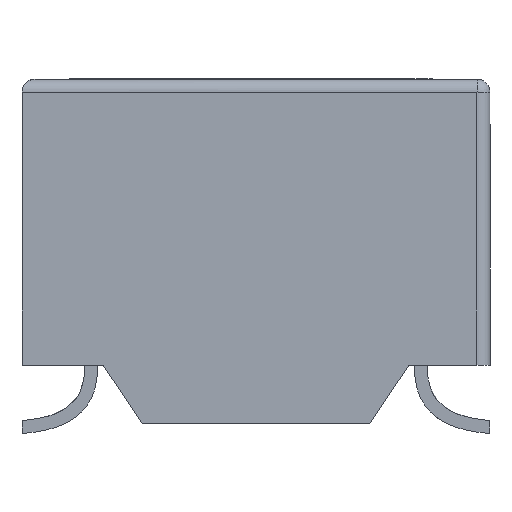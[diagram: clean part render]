
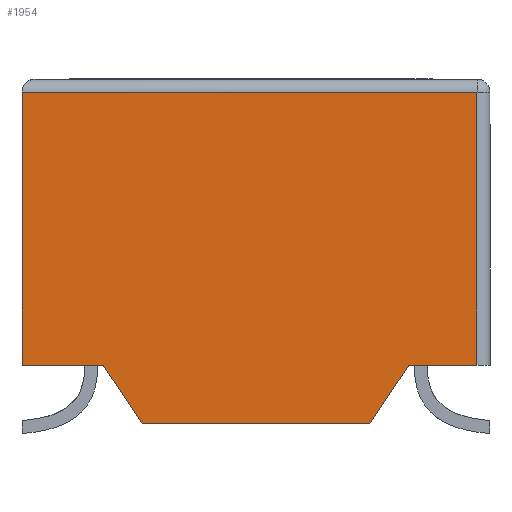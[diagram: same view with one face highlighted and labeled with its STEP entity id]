
A CAD part, left-side view. The second image highlights one B-rep face of the part: STEP entity #1954.
In plain terms, the highlighted planar face has unit normal (-1, 0, 0).
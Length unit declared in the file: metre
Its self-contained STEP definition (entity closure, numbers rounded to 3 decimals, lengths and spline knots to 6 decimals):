
#1954 = ADVANCED_FACE( '', ( #5492 ), #5493, .F. );
#2238 = EDGE_CURVE( '', #5559, #5803, #5989, .T. );
#2356 = EDGE_CURVE( '', #5502, #6181, #6182, .T. );
#2412 = EDGE_CURVE( '', #6278, #6279, #6280, .T. );
#3570 = EDGE_CURVE( '', #6633, #5559, #7962, .T. );
#3830 = EDGE_CURVE( '', #5803, #6278, #8289, .T. );
#4420 = EDGE_CURVE( '', #5967, #6279, #9011, .T. );
#4600 = EDGE_CURVE( '', #6181, #6633, #9223, .T. );
#4836 = EDGE_CURVE( '', #5502, #5967, #9497, .T. );
#5492 = FACE_OUTER_BOUND( '', #10330, .T. );
#5493 = PLANE( '', #10331 );
#5502 = VERTEX_POINT( '', #10343 );
#5559 = VERTEX_POINT( '', #10425 );
#5803 = VERTEX_POINT( '', #10783 );
#5967 = VERTEX_POINT( '', #11036 );
#5989 = LINE( '', #11068, #11069 );
#6181 = VERTEX_POINT( '', #11372 );
#6182 = LINE( '', #11373, #11374 );
#6278 = VERTEX_POINT( '', #11557 );
#6279 = VERTEX_POINT( '', #11558 );
#6280 = LINE( '', #11559, #11560 );
#6633 = VERTEX_POINT( '', #12153 );
#7962 = LINE( '', #14351, #14352 );
#8289 = LINE( '', #14957, #14958 );
#9011 = LINE( '', #16270, #16271 );
#9223 = LINE( '', #16685, #16686 );
#9497 = LINE( '', #17176, #17177 );
#10330 = EDGE_LOOP( '', ( #18011, #18012, #18013, #18014, #18015, #18016, #18017, #18018 ) );
#10331 = AXIS2_PLACEMENT_3D( '', #18019, #18020, #18021 );
#10343 = CARTESIAN_POINT( '', ( -0.0053, 0.0036, 0.00525 ) );
#10425 = CARTESIAN_POINT( '', ( -0.0053, 0.00175, 0.00015 ) );
#10783 = CARTESIAN_POINT( '', ( -0.0053, -0.00175, 0.00015 ) );
#11036 = CARTESIAN_POINT( '', ( -0.0053, -0.0034, 0.00525 ) );
#11068 = CARTESIAN_POINT( '', ( -0.0053, -0.00175, 0.00015 ) );
#11069 = VECTOR( '', #18613, 1. );
#11372 = CARTESIAN_POINT( '', ( -0.0053, 0.0036, 0.00105 ) );
#11373 = CARTESIAN_POINT( '', ( -0.0053, 0.0036, 0.00545 ) );
#11374 = VECTOR( '', #18841, 1. );
#11557 = CARTESIAN_POINT( '', ( -0.0053, -0.00235, 0.00105 ) );
#11558 = CARTESIAN_POINT( '', ( -0.0053, -0.0034, 0.00105 ) );
#11559 = CARTESIAN_POINT( '', ( -0.0053, -0.0036, 0.00105 ) );
#11560 = VECTOR( '', #18884, 1. );
#12153 = CARTESIAN_POINT( '', ( -0.0053, 0.00235, 0.00105 ) );
#14351 = CARTESIAN_POINT( '', ( -0.0053, 0.00235, 0.00105 ) );
#14352 = VECTOR( '', #21270, 1. );
#14957 = CARTESIAN_POINT( '', ( -0.0053, -0.00235, 0.00105 ) );
#14958 = VECTOR( '', #21674, 1. );
#16270 = CARTESIAN_POINT( '', ( -0.0053, -0.0034, 0.00545 ) );
#16271 = VECTOR( '', #22777, 1. );
#16685 = CARTESIAN_POINT( '', ( -0.0053, -0.0036, 0.00105 ) );
#16686 = VECTOR( '', #23118, 1. );
#17176 = CARTESIAN_POINT( '', ( -0.0053, -0.0018, 0.00525 ) );
#17177 = VECTOR( '', #23547, 1. );
#18011 = ORIENTED_EDGE( '', *, *, #4836, .F. );
#18012 = ORIENTED_EDGE( '', *, *, #2356, .T. );
#18013 = ORIENTED_EDGE( '', *, *, #4600, .T. );
#18014 = ORIENTED_EDGE( '', *, *, #3570, .T. );
#18015 = ORIENTED_EDGE( '', *, *, #2238, .T. );
#18016 = ORIENTED_EDGE( '', *, *, #3830, .T. );
#18017 = ORIENTED_EDGE( '', *, *, #2412, .T. );
#18018 = ORIENTED_EDGE( '', *, *, #4420, .F. );
#18019 = CARTESIAN_POINT( '', ( -0.0053, -0.0036, 0.00545 ) );
#18020 = DIRECTION( '', ( 1., 0., 0. ) );
#18021 = DIRECTION( '', ( 0., 1., 0. ) );
#18613 = DIRECTION( '', ( 0., -1., 0. ) );
#18841 = DIRECTION( '', ( 0., 0., -1. ) );
#18884 = DIRECTION( '', ( 0., -1., 0. ) );
#21270 = DIRECTION( '', ( 0., -0.555, -0.832 ) );
#21674 = DIRECTION( '', ( 0., -0.555, 0.832 ) );
#22777 = DIRECTION( '', ( 0., 0., -1. ) );
#23118 = DIRECTION( '', ( 0., -1., 0. ) );
#23547 = DIRECTION( '', ( 0., -1., 0. ) );
